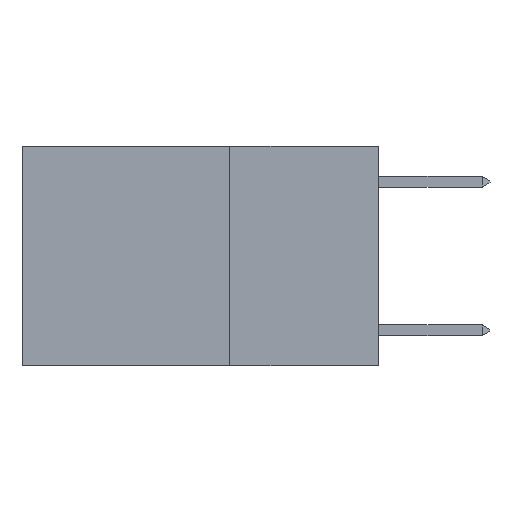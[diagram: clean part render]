
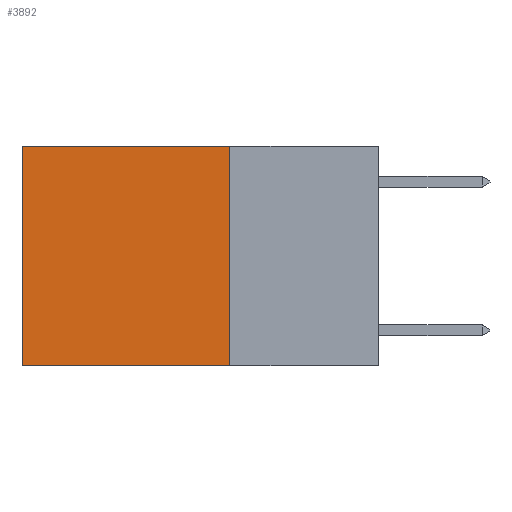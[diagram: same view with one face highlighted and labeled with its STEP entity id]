
A CAD part, left-side view. The second image highlights one B-rep face of the part: STEP entity #3892.
In plain terms, the highlighted planar face has unit normal (-1, 0, 0).
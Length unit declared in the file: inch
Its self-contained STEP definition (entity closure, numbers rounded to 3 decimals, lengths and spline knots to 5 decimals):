
#11 = VERTEX_POINT ( 'NONE', #8703 ) ;
#73 = CARTESIAN_POINT ( 'NONE',  ( 0.2625, 0.25, 0. ) ) ;
#504 = VECTOR ( 'NONE', #982, 39.37008 ) ;
#869 = VERTEX_POINT ( 'NONE', #1668 ) ;
#982 = DIRECTION ( 'NONE',  ( 0., 0., -1. ) ) ;
#1042 = LINE ( 'NONE', #7932, #8009 ) ;
#1668 = CARTESIAN_POINT ( 'NONE',  ( 0.2625, 0.25, 0. ) ) ;
#1704 = DIRECTION ( 'NONE',  ( 1., 0., 0. ) ) ;
#1715 = CARTESIAN_POINT ( 'NONE',  ( 0.2625, 0.6, 0. ) ) ;
#2052 = LINE ( 'NONE', #3262, #4884 ) ;
#2504 = EDGE_CURVE ( 'NONE', #869, #11, #4346, .T. ) ;
#2848 = FACE_OUTER_BOUND ( 'NONE', #4468, .T. ) ;
#3262 = CARTESIAN_POINT ( 'NONE',  ( 0.2625, 0.25, -0.37 ) ) ;
#3326 = DIRECTION ( 'NONE',  ( 0., 1., 0. ) ) ;
#3892 = ADVANCED_FACE ( 'NONE', ( #2848 ), #5798, .F. ) ;
#4058 = DIRECTION ( 'NONE',  ( 0., 0., -1. ) ) ;
#4218 = AXIS2_PLACEMENT_3D ( 'NONE', #73, #1704, #6454 ) ;
#4344 = VERTEX_POINT ( 'NONE', #6206 ) ;
#4346 = LINE ( 'NONE', #7347, #7395 ) ;
#4407 = LINE ( 'NONE', #1715, #504 ) ;
#4468 = EDGE_LOOP ( 'NONE', ( #7638, #6844, #6835, #6724 ) ) ;
#4656 = DIRECTION ( 'NONE',  ( 0., 1., 0. ) ) ;
#4884 = VECTOR ( 'NONE', #4656, 39.37008 ) ;
#5420 = EDGE_CURVE ( 'NONE', #11, #5814, #4407, .T. ) ;
#5798 = PLANE ( 'NONE',  #4218 ) ;
#5814 = VERTEX_POINT ( 'NONE', #8657 ) ;
#6206 = CARTESIAN_POINT ( 'NONE',  ( 0.2625, 0.25, -0.37 ) ) ;
#6454 = DIRECTION ( 'NONE',  ( 0., 0., -1. ) ) ;
#6724 = ORIENTED_EDGE ( 'NONE', *, *, #2504, .T. ) ;
#6835 = ORIENTED_EDGE ( 'NONE', *, *, #7566, .F. ) ;
#6844 = ORIENTED_EDGE ( 'NONE', *, *, #7283, .F. ) ;
#7283 = EDGE_CURVE ( 'NONE', #4344, #5814, #2052, .T. ) ;
#7347 = CARTESIAN_POINT ( 'NONE',  ( 0.2625, 0.25, 0. ) ) ;
#7395 = VECTOR ( 'NONE', #3326, 39.37008 ) ;
#7566 = EDGE_CURVE ( 'NONE', #869, #4344, #1042, .T. ) ;
#7638 = ORIENTED_EDGE ( 'NONE', *, *, #5420, .T. ) ;
#7932 = CARTESIAN_POINT ( 'NONE',  ( 0.2625, 0.25, 0. ) ) ;
#8009 = VECTOR ( 'NONE', #4058, 39.37008 ) ;
#8657 = CARTESIAN_POINT ( 'NONE',  ( 0.2625, 0.6, -0.37 ) ) ;
#8703 = CARTESIAN_POINT ( 'NONE',  ( 0.2625, 0.6, 0. ) ) ;
